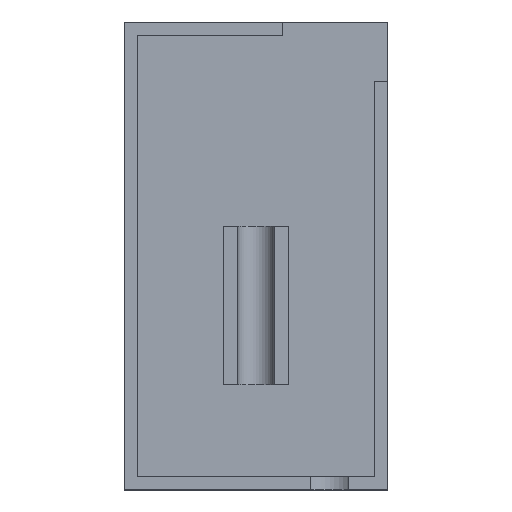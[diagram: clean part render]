
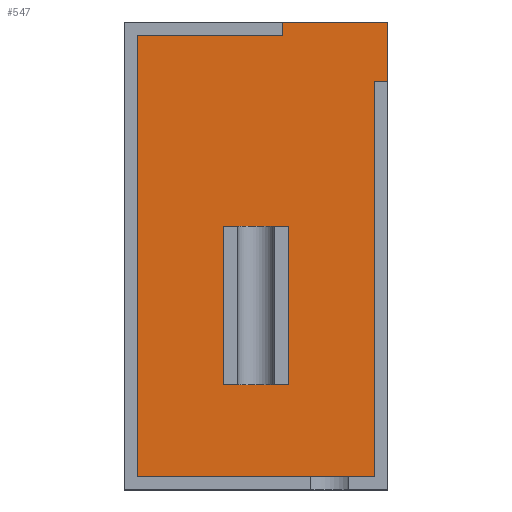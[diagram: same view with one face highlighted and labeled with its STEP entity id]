
A CAD part, top view. The second image highlights one B-rep face of the part: STEP entity #547.
In plain terms, the highlighted planar face has unit normal (0, 0, 1).
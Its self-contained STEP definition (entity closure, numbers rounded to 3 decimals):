
#22=FACE_BOUND('',#77,.T.);
#45=FACE_OUTER_BOUND('',#76,.T.);
#76=EDGE_LOOP('',(#459,#460,#461,#462,#463,#464,#465,#466));
#77=EDGE_LOOP('',(#467,#468,#469,#470,#471,#472));
#87=LINE('',#755,#154);
#92=LINE('',#766,#159);
#94=LINE('',#770,#161);
#101=LINE('',#785,#168);
#105=LINE('',#792,#172);
#112=LINE('',#808,#179);
#118=LINE('',#822,#185);
#126=LINE('',#838,#193);
#129=LINE('',#843,#196);
#133=LINE('',#856,#200);
#139=LINE('',#874,#206);
#144=LINE('',#883,#211);
#145=LINE('',#885,#212);
#146=LINE('',#886,#213);
#154=VECTOR('',#612,10.);
#159=VECTOR('',#619,10.);
#161=VECTOR('',#623,10.);
#168=VECTOR('',#632,10.);
#172=VECTOR('',#638,10.);
#179=VECTOR('',#651,10.);
#185=VECTOR('',#661,10.);
#193=VECTOR('',#675,10.);
#196=VECTOR('',#680,10.);
#200=VECTOR('',#692,10.);
#206=VECTOR('',#712,10.);
#211=VECTOR('',#723,10.);
#212=VECTOR('',#726,10.);
#213=VECTOR('',#727,10.);
#230=VERTEX_POINT('',#752);
#231=VERTEX_POINT('',#754);
#235=VERTEX_POINT('',#763);
#236=VERTEX_POINT('',#765);
#237=VERTEX_POINT('',#769);
#243=VERTEX_POINT('',#782);
#244=VERTEX_POINT('',#784);
#246=VERTEX_POINT('',#790);
#256=VERTEX_POINT('',#816);
#258=VERTEX_POINT('',#820);
#263=VERTEX_POINT('',#836);
#268=VERTEX_POINT('',#853);
#269=VERTEX_POINT('',#855);
#274=VERTEX_POINT('',#873);
#280=EDGE_CURVE('',#231,#230,#87,.T.);
#285=EDGE_CURVE('',#235,#236,#92,.T.);
#287=EDGE_CURVE('',#237,#235,#94,.T.);
#294=EDGE_CURVE('',#243,#244,#101,.T.);
#298=EDGE_CURVE('',#246,#243,#105,.T.);
#306=EDGE_CURVE('',#244,#237,#112,.T.);
#313=EDGE_CURVE('',#256,#258,#118,.T.);
#321=EDGE_CURVE('',#258,#263,#126,.T.);
#324=EDGE_CURVE('',#263,#231,#129,.T.);
#330=EDGE_CURVE('',#268,#269,#133,.T.);
#339=EDGE_CURVE('',#274,#256,#139,.T.);
#344=EDGE_CURVE('',#230,#274,#144,.T.);
#345=EDGE_CURVE('',#269,#246,#145,.T.);
#346=EDGE_CURVE('',#236,#268,#146,.T.);
#459=ORIENTED_EDGE('',*,*,#298,.F.);
#460=ORIENTED_EDGE('',*,*,#345,.F.);
#461=ORIENTED_EDGE('',*,*,#330,.F.);
#462=ORIENTED_EDGE('',*,*,#346,.F.);
#463=ORIENTED_EDGE('',*,*,#285,.F.);
#464=ORIENTED_EDGE('',*,*,#287,.F.);
#465=ORIENTED_EDGE('',*,*,#306,.F.);
#466=ORIENTED_EDGE('',*,*,#294,.F.);
#467=ORIENTED_EDGE('',*,*,#344,.T.);
#468=ORIENTED_EDGE('',*,*,#339,.T.);
#469=ORIENTED_EDGE('',*,*,#313,.T.);
#470=ORIENTED_EDGE('',*,*,#321,.T.);
#471=ORIENTED_EDGE('',*,*,#324,.T.);
#472=ORIENTED_EDGE('',*,*,#280,.T.);
#519=PLANE('',#597);
#547=ADVANCED_FACE('',(#45,#22),#519,.T.);
#597=AXIS2_PLACEMENT_3D('',#884,#724,#725);
#612=DIRECTION('',(-1.,0.,0.));
#619=DIRECTION('',(-1.,0.,0.));
#623=DIRECTION('',(0.,-1.,0.));
#632=DIRECTION('',(0.,1.,0.));
#638=DIRECTION('',(1.,0.,0.));
#651=DIRECTION('',(1.,0.,0.));
#661=DIRECTION('',(0.,-1.,0.));
#675=DIRECTION('',(1.,0.,0.));
#680=DIRECTION('',(0.,-1.,0.));
#692=DIRECTION('',(-1.,0.,0.));
#712=DIRECTION('',(1.,0.,0.));
#723=DIRECTION('',(0.,1.,0.));
#724=DIRECTION('center_axis',(0.,0.,1.));
#725=DIRECTION('ref_axis',(1.,0.,0.));
#726=DIRECTION('',(0.,1.,0.));
#727=DIRECTION('',(0.,-1.,0.));
#752=CARTESIAN_POINT('',(15.,16.,1.4));
#754=CARTESIAN_POINT('',(25.,16.,1.4));
#755=CARTESIAN_POINT('',(17.5,16.,1.4));
#763=CARTESIAN_POINT('',(40.,62.,1.4));
#765=CARTESIAN_POINT('',(38.,62.,1.4));
#766=CARTESIAN_POINT('',(38.,62.,1.4));
#769=CARTESIAN_POINT('',(40.,71.,1.4));
#770=CARTESIAN_POINT('',(40.,32.75,1.4));
#782=CARTESIAN_POINT('',(24.064,69.,1.4));
#784=CARTESIAN_POINT('',(24.064,71.,1.4));
#785=CARTESIAN_POINT('',(24.064,69.,1.4));
#790=CARTESIAN_POINT('',(2.,69.,1.4));
#792=CARTESIAN_POINT('',(11.,69.,1.4));
#808=CARTESIAN_POINT('',(36.016,71.,1.4));
#816=CARTESIAN_POINT('',(21.573,40.,1.4));
#820=CARTESIAN_POINT('',(21.573,31.5,1.4));
#822=CARTESIAN_POINT('',(21.573,40.,1.4));
#836=CARTESIAN_POINT('',(25.,31.5,1.4));
#838=CARTESIAN_POINT('',(25.,31.5,1.4));
#843=CARTESIAN_POINT('',(25.,32.75,1.4));
#853=CARTESIAN_POINT('',(38.,2.,1.4));
#855=CARTESIAN_POINT('',(2.,2.,1.4));
#856=CARTESIAN_POINT('',(29.,2.,1.4));
#873=CARTESIAN_POINT('',(15.,40.,1.4));
#874=CARTESIAN_POINT('',(22.5,40.,1.4));
#883=CARTESIAN_POINT('',(15.,32.75,1.4));
#884=CARTESIAN_POINT('Origin',(20.,35.5,1.4));
#885=CARTESIAN_POINT('',(2.,18.75,1.4));
#886=CARTESIAN_POINT('',(38.,52.25,1.4));
